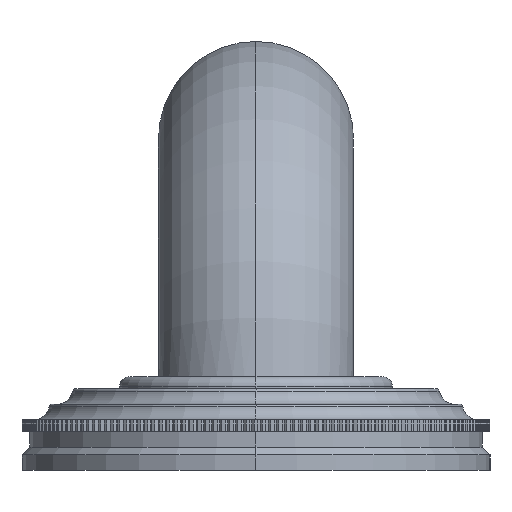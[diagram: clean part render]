
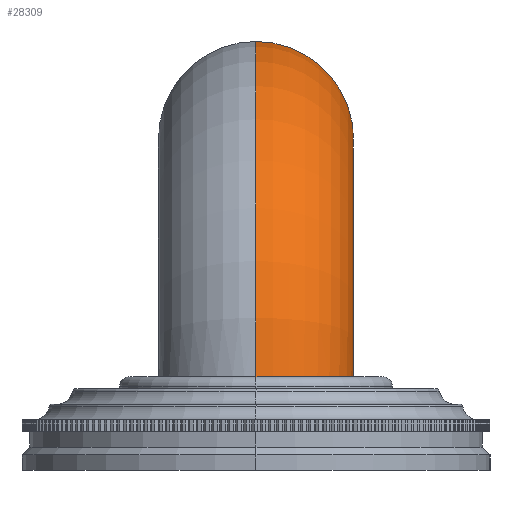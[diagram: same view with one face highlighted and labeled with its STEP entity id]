
A CAD part, left-side view. The second image highlights one B-rep face of the part: STEP entity #28309.
In plain terms, the highlighted toroidal (fillet/blend) face has major radius 41.275 mm and minor radius 15.875 mm.
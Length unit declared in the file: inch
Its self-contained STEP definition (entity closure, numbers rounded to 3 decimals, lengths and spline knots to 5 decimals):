
#7146=CARTESIAN_POINT('',(-10.375,0.,2.125));
#7147=DIRECTION('',(1.,0.,0.));
#7148=DIRECTION('',(0.,0.,1.));
#7149=AXIS2_PLACEMENT_3D('',#7146,#7147,#7148);
#7155=CARTESIAN_POINT('',(-10.375,0.,0.5));
#7156=DIRECTION('',(0.,1.,0.));
#7157=DIRECTION('',(-0.999,0.,0.044));
#7158=AXIS2_PLACEMENT_3D('',#7155,#7156,#7157);
#7160=CARTESIAN_POINT('',(-11.36999,0.,0.6));
#7194=CARTESIAN_POINT('',(-12.62278,0.,0.6));
#7196=CARTESIAN_POINT('',(-12.62278,0.,0.6));
#7197=CARTESIAN_POINT('',(-12.62278,-0.02049,0.6));
#7198=CARTESIAN_POINT('',(-12.62077,-0.06125,0.6));
#7199=CARTESIAN_POINT('',(-12.61174,-0.12211,0.6));
#7200=CARTESIAN_POINT('',(-12.59685,-0.18155,0.6));
#7201=CARTESIAN_POINT('',(-12.5761,-0.23951,0.6));
#7202=CARTESIAN_POINT('',(-12.54989,-0.2949,0.6));
#7203=CARTESIAN_POINT('',(-12.51823,-0.3477,0.6));
#7204=CARTESIAN_POINT('',(-12.48167,-0.39697,0.6));
#7205=CARTESIAN_POINT('',(-12.44036,-0.44253,0.6));
#7206=CARTESIAN_POINT('',(-12.39477,-0.48382,0.6));
#7207=CARTESIAN_POINT('',(-12.34544,-0.52038,0.6));
#7208=CARTESIAN_POINT('',(-12.29256,-0.55205,0.6));
#7209=CARTESIAN_POINT('',(-12.23707,-0.57828,0.6));
#7210=CARTESIAN_POINT('',(-12.17897,-0.59905,0.6));
#7211=CARTESIAN_POINT('',(-12.11937,-0.61396,0.6));
#7212=CARTESIAN_POINT('',(-12.05834,-0.623,0.6));
#7213=CARTESIAN_POINT('',(-11.99682,-0.626,0.6));
#7214=CARTESIAN_POINT('',(-11.9353,-0.62298,0.6));
#7215=CARTESIAN_POINT('',(-11.87423,-0.61392,0.6));
#7216=CARTESIAN_POINT('',(-11.81454,-0.59897,0.6));
#7217=CARTESIAN_POINT('',(-11.75633,-0.57815,0.6));
#7218=CARTESIAN_POINT('',(-11.70072,-0.55186,0.6));
#7219=CARTESIAN_POINT('',(-11.6477,-0.52012,0.6));
#7220=CARTESIAN_POINT('',(-11.59825,-0.48347,0.6));
#7221=CARTESIAN_POINT('',(-11.55255,-0.4421,0.6));
#7222=CARTESIAN_POINT('',(-11.51116,-0.39647,0.6));
#7223=CARTESIAN_POINT('',(-11.47453,-0.34715,0.6));
#7224=CARTESIAN_POINT('',(-11.44284,-0.29434,0.6));
#7225=CARTESIAN_POINT('',(-11.41663,-0.23899,0.6));
#7226=CARTESIAN_POINT('',(-11.39588,-0.18111,0.6));
#7227=CARTESIAN_POINT('',(-11.38101,-0.12179,0.6));
#7228=CARTESIAN_POINT('',(-11.37199,-0.06107,0.6));
#7229=CARTESIAN_POINT('',(-11.36999,-0.02043,0.6));
#7230=CARTESIAN_POINT('',(-11.36999,0.,0.6));
#14284=CARTESIAN_POINT('',(-10.375,0.,0.5));
#14285=DIRECTION('',(0.,1.,0.));
#14286=DIRECTION('',(-0.995,0.,0.1));
#14287=AXIS2_PLACEMENT_3D('',#14284,#14285,#14286);
#18722=CARTESIAN_POINT('',(-10.375,0.,1.5));
#18723=CARTESIAN_POINT('',(-10.375,0.,2.75));
#18724=VERTEX_POINT('',#18722);
#18725=VERTEX_POINT('',#18723);
#18732=VERTEX_POINT('',#7160);
#18733=VERTEX_POINT('',#7194);
#28295=CARTESIAN_POINT('',(-10.375,0.,0.5));
#28296=DIRECTION('',(0.,1.,0.));
#28297=DIRECTION('',(1.,0.,0.));
#28298=AXIS2_PLACEMENT_3D('',#28295,#28296,#28297);
#28299=TOROIDAL_SURFACE('',#28298,1.625,0.625);
#28301=ORIENTED_EDGE('',*,*,#28300,.F.);
#28303=ORIENTED_EDGE('',*,*,#28302,.T.);
#28304=ORIENTED_EDGE('',*,*,#28285,.T.);
#28306=ORIENTED_EDGE('',*,*,#28305,.F.);
#28307=EDGE_LOOP('',(#28301,#28303,#28304,#28306));
#28308=FACE_OUTER_BOUND('',#28307,.F.);
#28309=ADVANCED_FACE('',(#28308),#28299,.T.);
#7150=CIRCLE('',#7149,0.625);
#7159=CIRCLE('',#7158,2.25);
#7231=B_SPLINE_CURVE_WITH_KNOTS('',3,(#7196,#7197,#7198,#7199,#7200,#7201,#7202,
#7203,#7204,#7205,#7206,#7207,#7208,#7209,#7210,#7211,#7212,#7213,#7214,#7215,
#7216,#7217,#7218,#7219,#7220,#7221,#7222,#7223,#7224,#7225,#7226,#7227,#7228,
#7229,#7230),.UNSPECIFIED.,.F.,.F.,(4,1,1,1,1,1,1,1,1,1,1,1,1,1,1,1,1,1,1,1,1,1,
1,1,1,1,1,1,1,1,1,1,4),(0.,0.03125,0.0625,0.09375,0.125,0.15625,
0.1875,0.21875,0.25,0.28125,0.3125,0.34375,0.375,0.40625,
0.4375,0.46875,0.5,0.53125,0.5625,0.59375,0.625,0.65625,
0.6875,0.71875,0.75,0.78125,0.8125,0.84375,0.875,0.90625,
0.9375,0.96875,1.),.UNSPECIFIED.);
#14288=CIRCLE('',#14287,1.);
#28285=EDGE_CURVE('',#18725,#18724,#7150,.T.);
#28300=EDGE_CURVE('',#18733,#18732,#7231,.T.);
#28302=EDGE_CURVE('',#18733,#18725,#7159,.T.);
#28305=EDGE_CURVE('',#18732,#18724,#14288,.T.);
